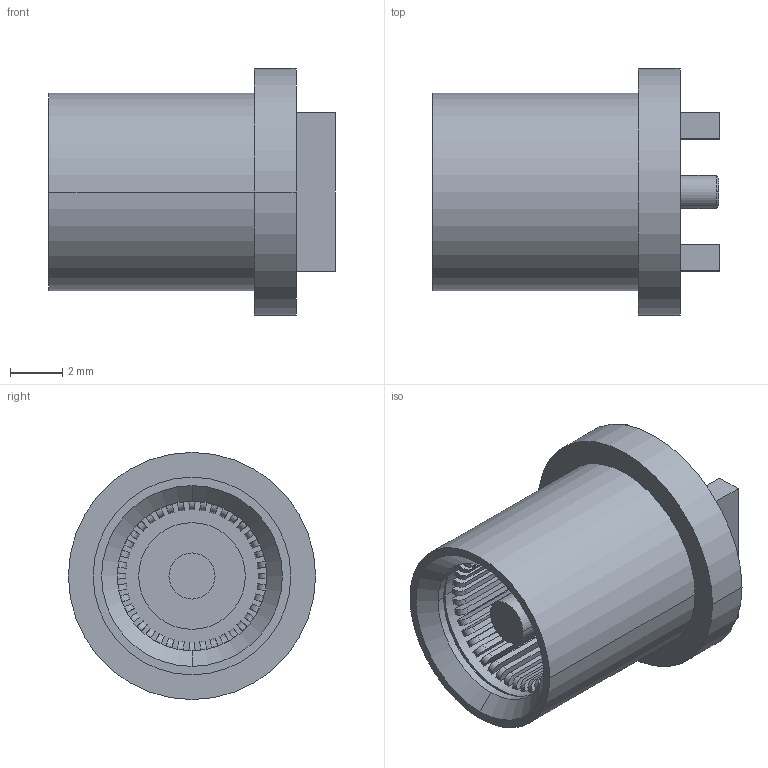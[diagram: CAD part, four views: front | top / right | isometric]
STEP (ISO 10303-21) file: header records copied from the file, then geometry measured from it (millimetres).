
FILE_DESCRIPTION (( 'STEP AP214' ), '1' );
FILE_NAME ('FMCN5488_3D.step', '2025-08-25T14:10:59', ( '' ), ( '' ), 'SwSTEP 2.0', 'SolidWorks 2022', '' );
FILE_SCHEMA (( 'AUTOMOTIVE_DESIGN' ));
Length unit declared in the file: inch
Products named in the file (1): FMCN5488_3D
Bounding box: 11 x 9.5 x 9.5 mm (x, y, z)
Volume: 364.3 mm3; surface area: 784.3 mm2
Topology: 2 solids, 2 shells, 325 faces, 822 edges, 548 vertices
Faces by surface type: plane 181, torus 80, cylinder 60, cone 4
Entity records: 14249 total; most frequent: DIRECTION 1926, CARTESIAN_POINT 1696, ORIENTED_EDGE 1644, EDGE_CURVE 822, AXIS2_PLACEMENT_3D 778, VERTEX_POINT 548, CIRCLE 452, EDGE_LOOP 374
